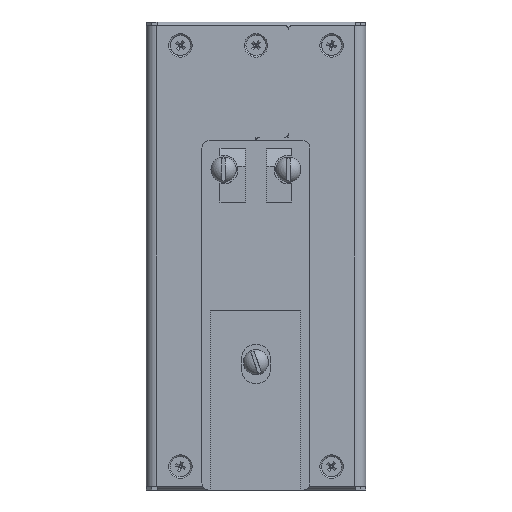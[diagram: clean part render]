
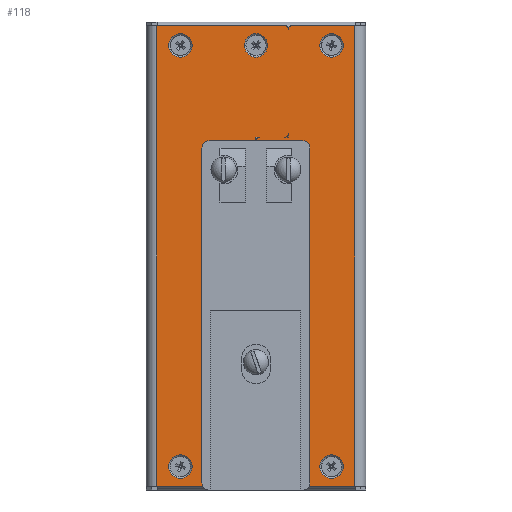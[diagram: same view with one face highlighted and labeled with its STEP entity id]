
A CAD part, front view. The second image highlights one B-rep face of the part: STEP entity #118.
In plain terms, the highlighted face is planar.
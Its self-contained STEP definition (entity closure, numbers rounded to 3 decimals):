
#118=ADVANCED_FACE('',(#18342,#18344,#18346,#18348,#18350,#18352,#18354),#18356,
.F.);
#18342=FACE_BOUND('',#18343,.T.);
#18343=EDGE_LOOP('',(#35417,#35418,#35419,#35420,#35421,#35422,#35423,#35424,#35425,
#35426,#35427,#35428,#35429,#35430,#35431,#35432,#35433,#35434,#35435));
#18344=FACE_BOUND('',#18345,.T.);
#18345=EDGE_LOOP('',(#35436,#35437,#35438));
#18346=FACE_BOUND('',#18347,.T.);
#18347=EDGE_LOOP('',(#35439));
#18348=FACE_BOUND('',#18349,.T.);
#18349=EDGE_LOOP('',(#35440));
#18350=FACE_BOUND('',#18351,.T.);
#18351=EDGE_LOOP('',(#35441));
#18352=FACE_BOUND('',#18353,.T.);
#18353=EDGE_LOOP('',(#35442));
#18354=FACE_BOUND('',#18355,.T.);
#18355=EDGE_LOOP('',(#35443));
#18356=PLANE('',#18357);
#18357=AXIS2_PLACEMENT_3D('',#18358,#18359,#18360);
#18358=CARTESIAN_POINT('',(0.,0.,0.));
#18359=DIRECTION('',(0.,0.,1.));
#18360=DIRECTION('',(1.,0.,0.));
#35417=ORIENTED_EDGE('',*,*,#44931,.T.);
#35418=ORIENTED_EDGE('',*,*,#44932,.T.);
#35419=ORIENTED_EDGE('',*,*,#44933,.T.);
#35420=ORIENTED_EDGE('',*,*,#44934,.T.);
#35421=ORIENTED_EDGE('',*,*,#44935,.T.);
#35422=ORIENTED_EDGE('',*,*,#44936,.T.);
#35423=ORIENTED_EDGE('',*,*,#44937,.F.);
#35424=ORIENTED_EDGE('',*,*,#44938,.T.);
#35425=ORIENTED_EDGE('',*,*,#44939,.T.);
#35426=ORIENTED_EDGE('',*,*,#44940,.T.);
#35427=ORIENTED_EDGE('',*,*,#44941,.T.);
#35428=ORIENTED_EDGE('',*,*,#44942,.F.);
#35429=ORIENTED_EDGE('',*,*,#44943,.T.);
#35430=ORIENTED_EDGE('',*,*,#44944,.F.);
#35431=ORIENTED_EDGE('',*,*,#44945,.F.);
#35432=ORIENTED_EDGE('',*,*,#44946,.F.);
#35433=ORIENTED_EDGE('',*,*,#44947,.F.);
#35434=ORIENTED_EDGE('',*,*,#44948,.T.);
#35435=ORIENTED_EDGE('',*,*,#44949,.F.);
#35436=ORIENTED_EDGE('',*,*,#44950,.F.);
#35437=ORIENTED_EDGE('',*,*,#44951,.T.);
#35438=ORIENTED_EDGE('',*,*,#44952,.T.);
#35439=ORIENTED_EDGE('',*,*,#44953,.T.);
#35440=ORIENTED_EDGE('',*,*,#44954,.T.);
#35441=ORIENTED_EDGE('',*,*,#44955,.T.);
#35442=ORIENTED_EDGE('',*,*,#44956,.T.);
#35443=ORIENTED_EDGE('',*,*,#44957,.T.);
#44931=EDGE_CURVE('',#49728,#49729,#49730,.T.);
#44932=EDGE_CURVE('',#49729,#49731,#49732,.F.);
#44933=EDGE_CURVE('',#49731,#49733,#49734,.T.);
#44934=EDGE_CURVE('',#49733,#49735,#49736,.F.);
#44935=EDGE_CURVE('',#49735,#49737,#49738,.T.);
#44936=EDGE_CURVE('',#49737,#49739,#49740,.T.);
#44937=EDGE_CURVE('',#49735,#49739,#49741,.F.);
#44938=EDGE_CURVE('',#49735,#49742,#49743,.F.);
#44939=EDGE_CURVE('',#49742,#49744,#49745,.T.);
#44940=EDGE_CURVE('',#49744,#49746,#49747,.F.);
#44941=EDGE_CURVE('',#49746,#49748,#49749,.T.);
#44942=EDGE_CURVE('',#49750,#49748,#49751,.T.);
#44943=EDGE_CURVE('',#49750,#49752,#49753,.T.);
#44944=EDGE_CURVE('',#49754,#49752,#49755,.T.);
#44945=EDGE_CURVE('',#49756,#49754,#49757,.F.);
#44946=EDGE_CURVE('',#49758,#49756,#49759,.F.);
#44947=EDGE_CURVE('',#49760,#49758,#49761,.T.);
#44948=EDGE_CURVE('',#49760,#49762,#49763,.T.);
#44949=EDGE_CURVE('',#49728,#49762,#49764,.T.);
#44950=EDGE_CURVE('',#49765,#49766,#49767,.F.);
#44951=EDGE_CURVE('',#49765,#49768,#49769,.T.);
#44952=EDGE_CURVE('',#49768,#49766,#49770,.T.);
#44953=EDGE_CURVE('',#49771,#49771,#49772,.F.);
#44954=EDGE_CURVE('',#49773,#49773,#49774,.F.);
#44955=EDGE_CURVE('',#49775,#49775,#49776,.F.);
#44956=EDGE_CURVE('',#49777,#49777,#49778,.F.);
#44957=EDGE_CURVE('',#49779,#49779,#49780,.F.);
#49728=VERTEX_POINT('',#57947);
#49729=VERTEX_POINT('',#57948);
#49730=CIRCLE('',#57949,2.);
#49731=VERTEX_POINT('',#57953);
#49732=LINE('',#57954,#57955);
#49733=VERTEX_POINT('',#57957);
#49734=CIRCLE('',#57958,2.);
#49735=VERTEX_POINT('',#57962);
#49736=LINE('',#57963,#57964);
#49737=VERTEX_POINT('',#57966);
#49738=LINE('',#57967,#57968);
#49739=VERTEX_POINT('',#57970);
#49740=LINE('',#57971,#57972);
#49741=CIRCLE('',#57974,1.);
#49742=VERTEX_POINT('',#57978);
#49743=LINE('',#57979,#57980);
#49744=VERTEX_POINT('',#57982);
#49745=CIRCLE('',#57983,2.);
#49746=VERTEX_POINT('',#57987);
#49747=LINE('',#57988,#57989);
#49748=VERTEX_POINT('',#57991);
#49749=CIRCLE('',#57992,2.);
#49750=VERTEX_POINT('',#57996);
#49751=LINE('',#57997,#57998);
#49752=VERTEX_POINT('',#58000);
#49753=LINE('',#58001,#58002);
#49754=VERTEX_POINT('',#58004);
#49755=LINE('',#58005,#58006);
#49756=VERTEX_POINT('',#58008);
#49757=CIRCLE('',#58009,1.);
#49758=VERTEX_POINT('',#58013);
#49759=CIRCLE('',#58014,1.);
#49760=VERTEX_POINT('',#58018);
#49761=LINE('',#58019,#58020);
#49762=VERTEX_POINT('',#58022);
#49763=LINE('',#58023,#58024);
#49764=LINE('',#58026,#58027);
#49765=VERTEX_POINT('',#58029);
#49766=VERTEX_POINT('',#58030);
#49767=CIRCLE('',#58031,1.);
#49768=VERTEX_POINT('',#58035);
#49769=LINE('',#58036,#58037);
#49770=LINE('',#58039,#58040);
#49771=VERTEX_POINT('',#58042);
#49772=CIRCLE('',#58043,3.25);
#49773=VERTEX_POINT('',#58047);
#49774=CIRCLE('',#58048,3.25);
#49775=VERTEX_POINT('',#58052);
#49776=CIRCLE('',#58053,3.25);
#49777=VERTEX_POINT('',#58057);
#49778=CIRCLE('',#58058,3.25);
#49779=VERTEX_POINT('',#58062);
#49780=CIRCLE('',#58063,3.25);
#57947=CARTESIAN_POINT('',(0.,12.768,0.));
#57948=CARTESIAN_POINT('',(1.,12.5,0.));
#57949=AXIS2_PLACEMENT_3D('',#57950,#57951,#57952);
#57950=CARTESIAN_POINT('',(1.,14.5,0.));
#57951=DIRECTION('',(-0.,0.,1.));
#57952=DIRECTION('',(-0.5,-0.866,0.));
#57953=CARTESIAN_POINT('',(94.,12.5,0.));
#57954=CARTESIAN_POINT('',(94.,12.5,0.));
#57955=VECTOR('',#57956,1.);
#57956=DIRECTION('',(-1.,0.,0.));
#57957=CARTESIAN_POINT('',(96.,14.5,0.));
#57958=AXIS2_PLACEMENT_3D('',#57959,#57960,#57961);
#57959=CARTESIAN_POINT('',(94.,14.5,0.));
#57960=DIRECTION('',(-0.,0.,1.));
#57961=DIRECTION('',(0.,-1.,0.));
#57962=CARTESIAN_POINT('',(96.,27.5,0.));
#57963=CARTESIAN_POINT('',(96.,27.5,0.));
#57964=VECTOR('',#57965,1.);
#57965=DIRECTION('',(0.,-1.,0.));
#57966=CARTESIAN_POINT('',(97.,27.5,0.));
#57967=CARTESIAN_POINT('',(96.,27.5,0.));
#57968=VECTOR('',#57969,1.);
#57969=DIRECTION('',(1.,0.,0.));
#57970=CARTESIAN_POINT('',(97.,28.5,0.));
#57971=CARTESIAN_POINT('',(97.,27.5,0.));
#57972=VECTOR('',#57973,1.);
#57973=DIRECTION('',(0.,1.,0.));
#57974=AXIS2_PLACEMENT_3D('',#57975,#57976,#57977);
#57975=CARTESIAN_POINT('',(96.,28.5,0.));
#57976=DIRECTION('',(0.,0.,-1.));
#57977=DIRECTION('',(1.,0.,0.));
#57978=CARTESIAN_POINT('',(96.,40.5,0.));
#57979=CARTESIAN_POINT('',(96.,40.5,0.));
#57980=VECTOR('',#57981,1.);
#57981=DIRECTION('',(0.,-1.,0.));
#57982=CARTESIAN_POINT('',(94.,42.5,0.));
#57983=AXIS2_PLACEMENT_3D('',#57984,#57985,#57986);
#57984=CARTESIAN_POINT('',(94.,40.5,0.));
#57985=DIRECTION('',(0.,-0.,1.));
#57986=DIRECTION('',(1.,0.,0.));
#57987=CARTESIAN_POINT('',(1.,42.5,0.));
#57988=CARTESIAN_POINT('',(1.,42.5,0.));
#57989=VECTOR('',#57990,1.);
#57990=DIRECTION('',(1.,0.,0.));
#57991=CARTESIAN_POINT('',(0.,42.232,0.));
#57992=AXIS2_PLACEMENT_3D('',#57993,#57994,#57995);
#57993=CARTESIAN_POINT('',(1.,40.5,0.));
#57994=DIRECTION('',(0.,-0.,1.));
#57995=DIRECTION('',(0.,1.,0.));
#57996=CARTESIAN_POINT('',(0.,55.,0.));
#57997=CARTESIAN_POINT('',(0.,55.,0.));
#57998=VECTOR('',#57999,1.);
#57999=DIRECTION('',(0.,-1.,0.));
#58000=CARTESIAN_POINT('',(128.,55.,0.));
#58001=CARTESIAN_POINT('',(0.,55.,0.));
#58002=VECTOR('',#58003,1.);
#58003=DIRECTION('',(1.,0.,0.));
#58004=CARTESIAN_POINT('',(128.,37.5,0.));
#58005=CARTESIAN_POINT('',(128.,37.5,0.));
#58006=VECTOR('',#58007,1.);
#58007=DIRECTION('',(0.,1.,0.));
#58008=CARTESIAN_POINT('',(127.,36.5,0.));
#58009=AXIS2_PLACEMENT_3D('',#58010,#58011,#58012);
#58010=CARTESIAN_POINT('',(127.,37.5,0.));
#58011=DIRECTION('',(0.,0.,-1.));
#58012=DIRECTION('',(1.,0.,0.));
#58013=CARTESIAN_POINT('',(128.,35.5,0.));
#58014=AXIS2_PLACEMENT_3D('',#58015,#58016,#58017);
#58015=CARTESIAN_POINT('',(127.,35.5,0.));
#58016=DIRECTION('',(0.,0.,-1.));
#58017=DIRECTION('',(0.,1.,0.));
#58018=CARTESIAN_POINT('',(128.,0.,0.));
#58019=CARTESIAN_POINT('',(128.,0.,0.));
#58020=VECTOR('',#58021,1.);
#58021=DIRECTION('',(0.,1.,0.));
#58022=CARTESIAN_POINT('',(0.,0.,0.));
#58023=CARTESIAN_POINT('',(128.,0.,0.));
#58024=VECTOR('',#58025,1.);
#58025=DIRECTION('',(-1.,0.,0.));
#58026=CARTESIAN_POINT('',(0.,12.768,0.));
#58027=VECTOR('',#58028,1.);
#58028=DIRECTION('',(0.,-1.,0.));
#58029=CARTESIAN_POINT('',(98.,36.5,0.));
#58030=CARTESIAN_POINT('',(97.,35.5,0.));
#58031=AXIS2_PLACEMENT_3D('',#58032,#58033,#58034);
#58032=CARTESIAN_POINT('',(98.,35.5,0.));
#58033=DIRECTION('',(0.,0.,-1.));
#58034=DIRECTION('',(-1.,0.,0.));
#58035=CARTESIAN_POINT('',(97.,36.5,0.));
#58036=CARTESIAN_POINT('',(98.,36.5,0.));
#58037=VECTOR('',#58038,1.);
#58038=DIRECTION('',(-1.,0.,0.));
#58039=CARTESIAN_POINT('',(97.,36.5,0.));
#58040=VECTOR('',#58041,1.);
#58041=DIRECTION('',(0.,-1.,0.));
#58042=CARTESIAN_POINT('',(2.25,6.5,0.));
#58043=AXIS2_PLACEMENT_3D('',#58044,#58045,#58046);
#58044=CARTESIAN_POINT('',(5.5,6.5,0.));
#58045=DIRECTION('',(-0.,-0.,-1.));
#58046=DIRECTION('',(-1.,0.,0.));
#58047=CARTESIAN_POINT('',(119.25,27.5,0.));
#58048=AXIS2_PLACEMENT_3D('',#58049,#58050,#58051);
#58049=CARTESIAN_POINT('',(122.5,27.5,0.));
#58050=DIRECTION('',(-0.,-0.,-1.));
#58051=DIRECTION('',(-1.,0.,0.));
#58052=CARTESIAN_POINT('',(119.25,6.5,0.));
#58053=AXIS2_PLACEMENT_3D('',#58054,#58055,#58056);
#58054=CARTESIAN_POINT('',(122.5,6.5,0.));
#58055=DIRECTION('',(-0.,-0.,-1.));
#58056=DIRECTION('',(-1.,0.,0.));
#58057=CARTESIAN_POINT('',(2.25,48.5,0.));
#58058=AXIS2_PLACEMENT_3D('',#58059,#58060,#58061);
#58059=CARTESIAN_POINT('',(5.5,48.5,0.));
#58060=DIRECTION('',(-0.,-0.,-1.));
#58061=DIRECTION('',(-1.,0.,0.));
#58062=CARTESIAN_POINT('',(119.25,48.5,0.));
#58063=AXIS2_PLACEMENT_3D('',#58064,#58065,#58066);
#58064=CARTESIAN_POINT('',(122.5,48.5,0.));
#58065=DIRECTION('',(-0.,-0.,-1.));
#58066=DIRECTION('',(-1.,0.,0.));
